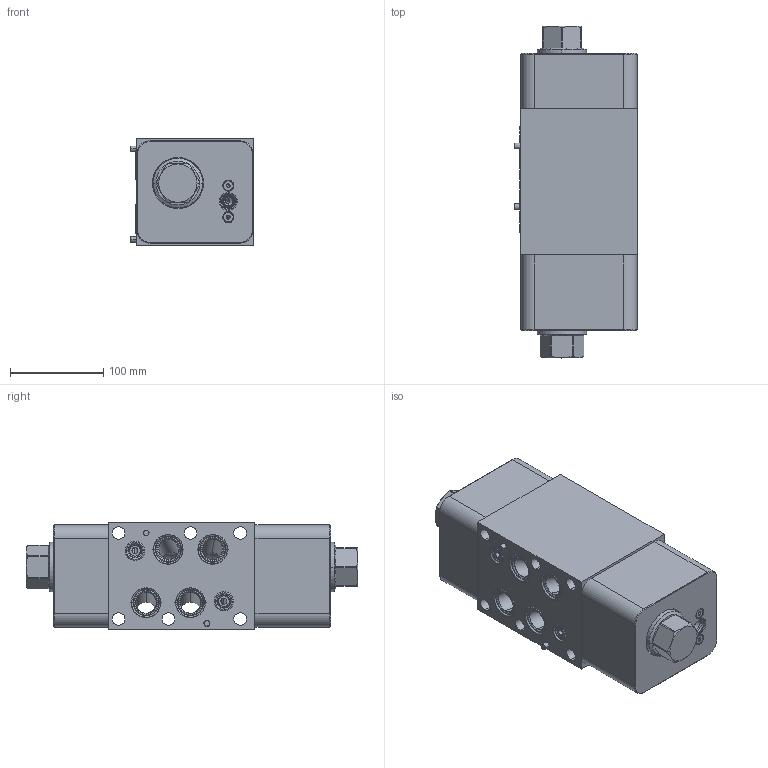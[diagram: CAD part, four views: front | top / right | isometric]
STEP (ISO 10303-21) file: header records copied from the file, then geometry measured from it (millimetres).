
FILE_DESCRIPTION((''),'2;1');
FILE_NAME('UFC_ASM','2019-11-15T',('ProEService'),(''),'PRO/ENGINEER BY PARAMETRIC TECHNOLOGY CORPORATION, 2014200','PRO/ENGINEER BY PARAMETRIC TECHNOLOGY CORPORATION, 2014200','');
FILE_SCHEMA(('CONFIG_CONTROL_DESIGN'));
Length unit declared in the file: inch
Products named in the file (7): 17C-792; A330-006-002; DKJSXHN; 811-001-002; 500-001-121; 500-001-114; UFC_ASM
Assembly tree (15 placements, depth 2):
  UFC_ASM
    17C-792
    A330-006-002  x4
    DKJSXHN  x2
    811-001-002  x2
    500-001-121  x4
    500-001-114  x2
Bounding box: 131.78 x 355.6 x 114.3 mm (x, y, z)
Volume: 3737880.8 mm3; surface area: 450289.7 mm2
Topology: 25 solids, 25 shells, 1369 faces, 3460 edges, 2461 vertices
Faces by surface type: cylinder 552, cone 327, plane 290, torus 104, revolution 56, bspline 28, sphere 12
Entity records: 57008 total; most frequent: CARTESIAN_POINT 36618, DIRECTION 4415, ORIENTED_EDGE 3652, EDGE_CURVE 1826, AXIS2_PLACEMENT_3D 1683, VERTEX_POINT 1101, VECTOR 1025, LINE 1025
